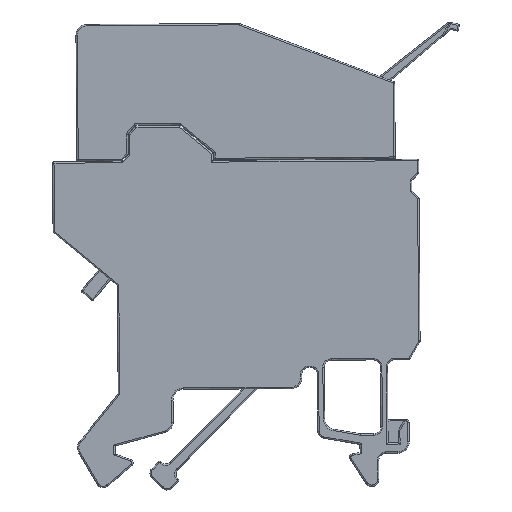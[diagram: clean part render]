
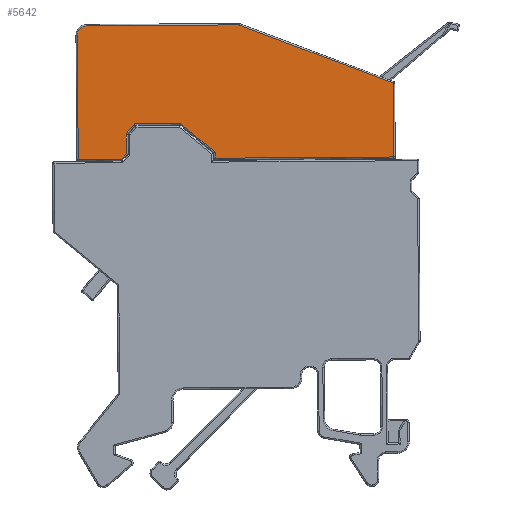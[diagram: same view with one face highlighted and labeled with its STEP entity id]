
A CAD part, left-side view. The second image highlights one B-rep face of the part: STEP entity #5642.
In plain terms, the highlighted planar face has unit normal (-1, 0, 0).
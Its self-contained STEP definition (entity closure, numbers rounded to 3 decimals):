
#5601=AXIS2_PLACEMENT_3D('Plane Axis2P3D',#5598,#5599,#5600) ;
#5605=AXIS2_PLACEMENT_3D('Circle Axis2P3D',#5603,#5604,$) ;
#3734=CARTESIAN_POINT('Vertex',(0.,48.153,47.056)) ;
#3737=CARTESIAN_POINT('Line Origine',(0.,54.504,47.012)) ;
#3741=CARTESIAN_POINT('Vertex',(0.,54.228,47.014)) ;
#3825=CARTESIAN_POINT('Vertex',(0.,47.384,47.835)) ;
#3828=CARTESIAN_POINT('Line Origine',(0.,48.38,46.826)) ;
#3851=CARTESIAN_POINT('Vertex',(0.,47.403,50.67)) ;
#3854=CARTESIAN_POINT('Line Origine',(0.,47.377,46.833)) ;
#3877=CARTESIAN_POINT('Vertex',(0.,46.246,52.069)) ;
#3880=CARTESIAN_POINT('Line Origine',(0.,50.597,46.81)) ;
#3903=CARTESIAN_POINT('Vertex',(0.,39.663,52.115)) ;
#3906=CARTESIAN_POINT('Line Origine',(0.,54.538,52.012)) ;
#3929=CARTESIAN_POINT('Vertex',(0.,34.735,48.037)) ;
#3932=CARTESIAN_POINT('Line Origine',(0.,54.624,64.494)) ;
#3956=CARTESIAN_POINT('Vertex',(0.,34.729,47.203)) ;
#3959=CARTESIAN_POINT('Line Origine',(0.,34.861,66.373)) ;
#4038=CARTESIAN_POINT('Vertex',(0.,9.33,47.378)) ;
#4041=CARTESIAN_POINT('Line Origine',(0.,34.937,47.201)) ;
#4404=CARTESIAN_POINT('Line Origine',(0.,9.144,57.789)) ;
#4408=CARTESIAN_POINT('Vertex',(0.,9.402,57.886)) ;
#4410=CARTESIAN_POINT('Vertex',(0.,31.397,66.172)) ;
#5598=CARTESIAN_POINT('Axis2P3D Location',(0.,5.777,47.049)) ;
#5603=CARTESIAN_POINT('Axis2P3D Location',(0.,53.05,64.722)) ;
#5607=CARTESIAN_POINT('Vertex',(0.,53.059,66.022)) ;
#5609=CARTESIAN_POINT('Vertex',(0.,54.35,64.713)) ;
#5612=CARTESIAN_POINT('Line Origine',(0.,54.289,55.864)) ;
#5617=CARTESIAN_POINT('Line Origine',(0.,9.366,52.632)) ;
#5622=CARTESIAN_POINT('Line Origine',(0.,42.228,66.097)) ;
#3738=DIRECTION('Vector Direction',(0.,-1.,0.007)) ;
#3829=DIRECTION('Vector Direction',(0.,-0.702,0.712)) ;
#3855=DIRECTION('Vector Direction',(0.,0.007,1.)) ;
#3881=DIRECTION('Vector Direction',(0.,-0.637,0.77)) ;
#3907=DIRECTION('Vector Direction',(0.,-1.,0.007)) ;
#3933=DIRECTION('Vector Direction',(0.,-0.77,-0.637)) ;
#3960=DIRECTION('Vector Direction',(0.,-0.007,-1.)) ;
#4042=DIRECTION('Vector Direction',(0.,-1.,0.007)) ;
#4405=DIRECTION('Vector Direction',(0.,0.936,0.353)) ;
#5599=DIRECTION('Axis2P3D Direction',(-1.,0.,0.)) ;
#5600=DIRECTION('Axis2P3D XDirection',(0.,0.007,1.)) ;
#5604=DIRECTION('Axis2P3D Direction',(-1.,0.,0.)) ;
#5613=DIRECTION('Vector Direction',(0.,-0.007,-1.)) ;
#5618=DIRECTION('Vector Direction',(0.,0.007,1.)) ;
#5623=DIRECTION('Vector Direction',(0.,1.,-0.007)) ;
#3739=VECTOR('Line Direction',#3738,1.) ;
#3830=VECTOR('Line Direction',#3829,1.) ;
#3856=VECTOR('Line Direction',#3855,1.) ;
#3882=VECTOR('Line Direction',#3881,1.) ;
#3908=VECTOR('Line Direction',#3907,1.) ;
#3934=VECTOR('Line Direction',#3933,1.) ;
#3961=VECTOR('Line Direction',#3960,1.) ;
#4043=VECTOR('Line Direction',#4042,1.) ;
#4406=VECTOR('Line Direction',#4405,1.) ;
#5614=VECTOR('Line Direction',#5613,1.) ;
#5619=VECTOR('Line Direction',#5618,1.) ;
#5624=VECTOR('Line Direction',#5623,1.) ;
#5628=ORIENTED_EDGE('',*,*,#5611,.T.) ;
#5629=ORIENTED_EDGE('',*,*,#5616,.T.) ;
#5630=ORIENTED_EDGE('',*,*,#3743,.T.) ;
#5631=ORIENTED_EDGE('',*,*,#3832,.T.) ;
#5632=ORIENTED_EDGE('',*,*,#3858,.T.) ;
#5633=ORIENTED_EDGE('',*,*,#3884,.T.) ;
#5634=ORIENTED_EDGE('',*,*,#3910,.T.) ;
#5635=ORIENTED_EDGE('',*,*,#3936,.T.) ;
#5636=ORIENTED_EDGE('',*,*,#3963,.T.) ;
#5637=ORIENTED_EDGE('',*,*,#4045,.T.) ;
#5638=ORIENTED_EDGE('',*,*,#5621,.T.) ;
#5639=ORIENTED_EDGE('',*,*,#4412,.T.) ;
#5640=ORIENTED_EDGE('',*,*,#5626,.T.) ;
#5642=ADVANCED_FACE('Hauptk\X2\00F6\X0\rper',(#5641),#5602,.T.) ;
#5606=CIRCLE('generated circle',#5605,1.3) ;
#3743=EDGE_CURVE('',#3742,#3735,#3740,.T.) ;
#3832=EDGE_CURVE('',#3735,#3826,#3831,.T.) ;
#3858=EDGE_CURVE('',#3826,#3852,#3857,.T.) ;
#3884=EDGE_CURVE('',#3852,#3878,#3883,.T.) ;
#3910=EDGE_CURVE('',#3878,#3904,#3909,.T.) ;
#3936=EDGE_CURVE('',#3904,#3930,#3935,.T.) ;
#3963=EDGE_CURVE('',#3930,#3957,#3962,.T.) ;
#4045=EDGE_CURVE('',#3957,#4039,#4044,.T.) ;
#4412=EDGE_CURVE('',#4409,#4411,#4407,.T.) ;
#5611=EDGE_CURVE('',#5608,#5610,#5606,.T.) ;
#5616=EDGE_CURVE('',#5610,#3742,#5615,.T.) ;
#5621=EDGE_CURVE('',#4039,#4409,#5620,.T.) ;
#5626=EDGE_CURVE('',#4411,#5608,#5625,.T.) ;
#5627=EDGE_LOOP('',(#5628,#5629,#5630,#5631,#5632,#5633,#5634,#5635,#5636,#5637,#5638,#5639,#5640)) ;
#5641=FACE_OUTER_BOUND('',#5627,.T.) ;
#3740=LINE('Line',#3737,#3739) ;
#3831=LINE('Line',#3828,#3830) ;
#3857=LINE('Line',#3854,#3856) ;
#3883=LINE('Line',#3880,#3882) ;
#3909=LINE('Line',#3906,#3908) ;
#3935=LINE('Line',#3932,#3934) ;
#3962=LINE('Line',#3959,#3961) ;
#4044=LINE('Line',#4041,#4043) ;
#4407=LINE('Line',#4404,#4406) ;
#5615=LINE('Line',#5612,#5614) ;
#5620=LINE('Line',#5617,#5619) ;
#5625=LINE('Line',#5622,#5624) ;
#5602=PLANE('',#5601) ;
#3735=VERTEX_POINT('',#3734) ;
#3742=VERTEX_POINT('',#3741) ;
#3826=VERTEX_POINT('',#3825) ;
#3852=VERTEX_POINT('',#3851) ;
#3878=VERTEX_POINT('',#3877) ;
#3904=VERTEX_POINT('',#3903) ;
#3930=VERTEX_POINT('',#3929) ;
#3957=VERTEX_POINT('',#3956) ;
#4039=VERTEX_POINT('',#4038) ;
#4409=VERTEX_POINT('',#4408) ;
#4411=VERTEX_POINT('',#4410) ;
#5608=VERTEX_POINT('',#5607) ;
#5610=VERTEX_POINT('',#5609) ;
